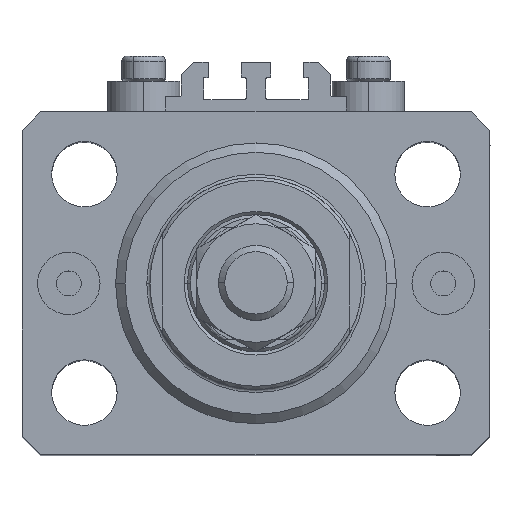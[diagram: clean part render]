
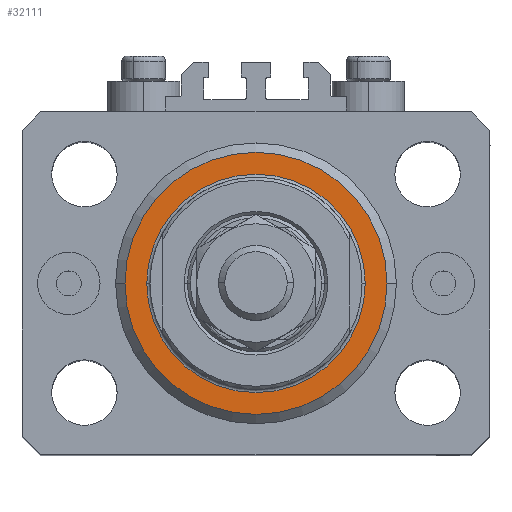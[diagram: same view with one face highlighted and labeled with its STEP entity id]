
A CAD part, top view. The second image highlights one B-rep face of the part: STEP entity #32111.
In plain terms, the highlighted face is planar.
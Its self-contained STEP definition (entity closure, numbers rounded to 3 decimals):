
#2029 = AXIS2_PLACEMENT_3D ( 'NONE', #13107, #9897, #6434 ) ;
#2041 = FACE_BOUND ( 'NONE', #18526, .T. ) ;
#3021 = CARTESIAN_POINT ( 'NONE',  ( 0., 0., 0. ) ) ;
#3089 = DIRECTION ( 'NONE',  ( 1., 0., 0. ) ) ;
#3316 = CARTESIAN_POINT ( 'NONE',  ( 0., 0., 0. ) ) ;
#5092 = VERTEX_POINT ( 'NONE', #35681 ) ;
#6434 = DIRECTION ( 'NONE',  ( 1., 0., 0. ) ) ;
#8354 = CIRCLE ( 'NONE', #41476, 21. ) ;
#8616 = ORIENTED_EDGE ( 'NONE', *, *, #38141, .T. ) ;
#9433 = VERTEX_POINT ( 'NONE', #26650 ) ;
#9897 = DIRECTION ( 'NONE',  ( 0., 0., -1. ) ) ;
#10371 = EDGE_CURVE ( 'NONE', #9433, #36614, #44342, .T. ) ;
#10407 = CARTESIAN_POINT ( 'NONE',  ( 0., 0., 0. ) ) ;
#12566 = ORIENTED_EDGE ( 'NONE', *, *, #39201, .T. ) ;
#12692 = CARTESIAN_POINT ( 'NONE',  ( 21., 0., 0. ) ) ;
#13107 = CARTESIAN_POINT ( 'NONE',  ( 0., 0., 0. ) ) ;
#13384 = FACE_OUTER_BOUND ( 'NONE', #45476, .T. ) ;
#17331 = PLANE ( 'NONE',  #43558 ) ;
#17569 = ORIENTED_EDGE ( 'NONE', *, *, #10371, .T. ) ;
#18061 = DIRECTION ( 'NONE',  ( 1., 0., 0. ) ) ;
#18526 = EDGE_LOOP ( 'NONE', ( #27602, #17569 ) ) ;
#20550 = EDGE_CURVE ( 'NONE', #36614, #9433, #30342, .T. ) ;
#21752 = DIRECTION ( 'NONE',  ( 0., 0., 1. ) ) ;
#22794 = CARTESIAN_POINT ( 'NONE',  ( 0., 0., 0. ) ) ;
#24821 = AXIS2_PLACEMENT_3D ( 'NONE', #3316, #29934, #29457 ) ;
#25065 = VERTEX_POINT ( 'NONE', #12692 ) ;
#26480 = DIRECTION ( 'NONE',  ( 0., 0., -1. ) ) ;
#26538 = CARTESIAN_POINT ( 'NONE',  ( 17.5, 0., 0. ) ) ;
#26650 = CARTESIAN_POINT ( 'NONE',  ( -17.5, 0., 0. ) ) ;
#27602 = ORIENTED_EDGE ( 'NONE', *, *, #20550, .T. ) ;
#28559 = AXIS2_PLACEMENT_3D ( 'NONE', #3021, #43738, #18061 ) ;
#29394 = DIRECTION ( 'NONE',  ( 1., 0., 0. ) ) ;
#29457 = DIRECTION ( 'NONE',  ( 1., 0., 0. ) ) ;
#29934 = DIRECTION ( 'NONE',  ( 0., 0., 1. ) ) ;
#30342 = CIRCLE ( 'NONE', #24821, 17.5 ) ;
#32111 = ADVANCED_FACE ( 'NONE', ( #2041, #13384 ), #17331, .F. ) ;
#35681 = CARTESIAN_POINT ( 'NONE',  ( -21., 0., 0. ) ) ;
#36614 = VERTEX_POINT ( 'NONE', #26538 ) ;
#38141 = EDGE_CURVE ( 'NONE', #25065, #5092, #44567, .T. ) ;
#39201 = EDGE_CURVE ( 'NONE', #5092, #25065, #8354, .T. ) ;
#41476 = AXIS2_PLACEMENT_3D ( 'NONE', #22794, #26480, #3089 ) ;
#43558 = AXIS2_PLACEMENT_3D ( 'NONE', #10407, #21752, #29394 ) ;
#43738 = DIRECTION ( 'NONE',  ( 0., 0., 1. ) ) ;
#44342 = CIRCLE ( 'NONE', #28559, 17.5 ) ;
#44567 = CIRCLE ( 'NONE', #2029, 21. ) ;
#45476 = EDGE_LOOP ( 'NONE', ( #8616, #12566 ) ) ;
